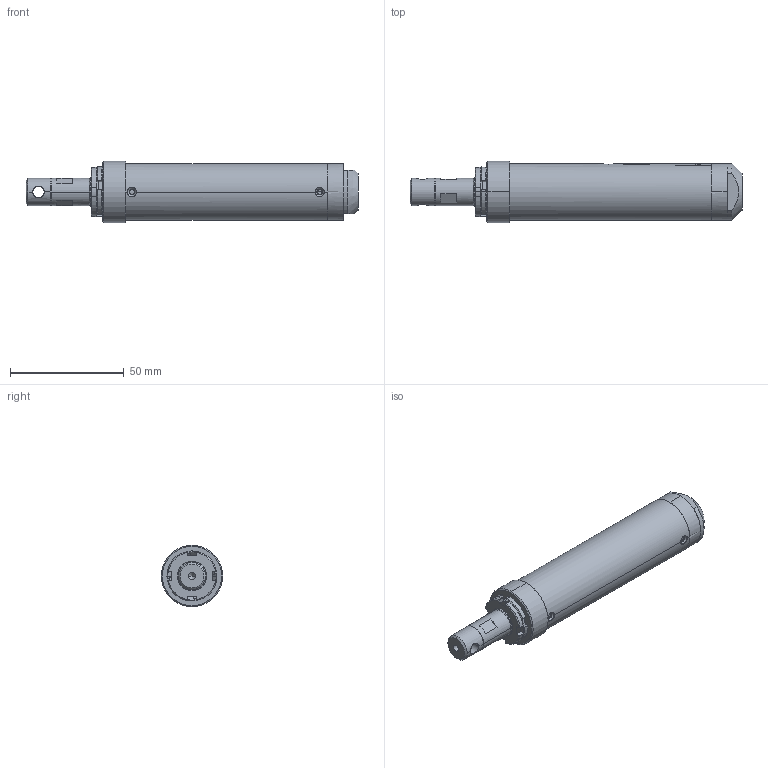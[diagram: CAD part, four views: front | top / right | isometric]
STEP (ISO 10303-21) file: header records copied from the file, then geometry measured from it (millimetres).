
FILE_DESCRIPTION (( 'STEP AP203' ), '1' );
FILE_NAME ('QUILL GE15681.STEP', '2014-01-28T09:33:52', ( 'PGM-BE' ), ( '' ), 'SwSTEP 2.0', 'SolidWorks 2011', '' );
FILE_SCHEMA (( 'CONFIG_CONTROL_DESIGN' ));
Length unit declared in the file: metre
Products named in the file (1): QUILL GE15681
Bounding box: 146 x 27 x 27 mm (x, y, z)
Surface area: 15772.9 mm2 (no closed solid volume)
Topology: 0 solids, 7 shells, 196 faces, 616 edges, 422 vertices
Faces by surface type: plane 72, cylinder 56, cone 51, bspline 17
Entity records: 9620 total; most frequent: CARTESIAN_POINT 4514, ORIENTED_EDGE 1103, DIRECTION 901, EDGE_CURVE 614, VERTEX_POINT 422, AXIS2_PLACEMENT_3D 360, B_SPLINE_CURVE_WITH_KNOTS 253, EDGE_LOOP 217
